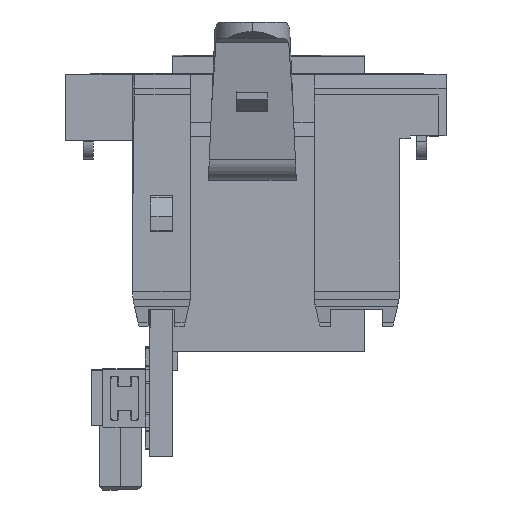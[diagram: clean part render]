
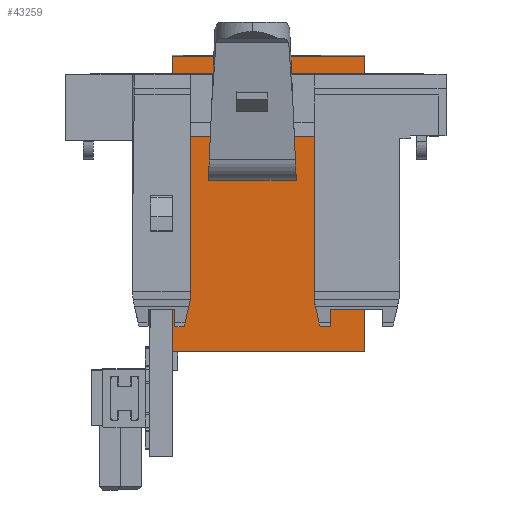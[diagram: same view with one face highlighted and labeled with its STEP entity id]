
A CAD part, front view. The second image highlights one B-rep face of the part: STEP entity #43259.
In plain terms, the highlighted planar face has unit normal (0, -1, -0.004).
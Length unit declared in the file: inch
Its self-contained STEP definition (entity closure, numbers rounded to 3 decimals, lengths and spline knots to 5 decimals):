
#877 = VERTEX_POINT ( 'NONE', #16254 ) ;
#2827 = VERTEX_POINT ( 'NONE', #41605 ) ;
#6460 = ORIENTED_EDGE ( 'NONE', *, *, #35389, .F. ) ;
#7127 = LINE ( 'NONE', #40232, #13216 ) ;
#8982 = VECTOR ( 'NONE', #51449, 39.37008 ) ;
#10420 = CARTESIAN_POINT ( 'NONE',  ( -0.21895, -0.30866, 0.05097 ) ) ;
#12390 = DIRECTION ( 'NONE',  ( 1., 0., 0. ) ) ;
#12700 = EDGE_CURVE ( 'NONE', #36947, #877, #50383, .T. ) ;
#13216 = VECTOR ( 'NONE', #26930, 39.37008 ) ;
#13837 = CARTESIAN_POINT ( 'NONE',  ( 0.30542, -0.30866, 0.05097 ) ) ;
#14510 = DIRECTION ( 'NONE',  ( 0., -0.004, 1. ) ) ;
#15047 = FACE_OUTER_BOUND ( 'NONE', #21775, .T. ) ;
#16254 = CARTESIAN_POINT ( 'NONE',  ( -0.24258, -0.30499, -0.78957 ) ) ;
#17673 = ORIENTED_EDGE ( 'NONE', *, *, #37027, .T. ) ;
#21286 = AXIS2_PLACEMENT_3D ( 'NONE', #10420, #43804, #14510 ) ;
#21775 = EDGE_LOOP ( 'NONE', ( #40263, #17673, #31713, #6460 ) ) ;
#22509 = DIRECTION ( 'NONE',  ( 0., 0.004, -1. ) ) ;
#26436 = PLANE ( 'NONE',  #21286 ) ;
#26574 = LINE ( 'NONE', #13837, #35876 ) ;
#26748 = EDGE_CURVE ( 'NONE', #48422, #2827, #26574, .T. ) ;
#26930 = DIRECTION ( 'NONE',  ( 1., 0., 0. ) ) ;
#30721 = CARTESIAN_POINT ( 'NONE',  ( -0.24258, -0.30866, 0.05097 ) ) ;
#31713 = ORIENTED_EDGE ( 'NONE', *, *, #26748, .F. ) ;
#33005 = LINE ( 'NONE', #41944, #39935 ) ;
#35389 = EDGE_CURVE ( 'NONE', #36947, #48422, #33005, .T. ) ;
#35876 = VECTOR ( 'NONE', #22509, 39.37008 ) ;
#36947 = VERTEX_POINT ( 'NONE', #30721 ) ;
#37027 = EDGE_CURVE ( 'NONE', #877, #2827, #7127, .T. ) ;
#39935 = VECTOR ( 'NONE', #12390, 39.37008 ) ;
#40232 = CARTESIAN_POINT ( 'NONE',  ( -0.24258, -0.30499, -0.78957 ) ) ;
#40263 = ORIENTED_EDGE ( 'NONE', *, *, #12700, .T. ) ;
#41605 = CARTESIAN_POINT ( 'NONE',  ( 0.30542, -0.30499, -0.78957 ) ) ;
#41944 = CARTESIAN_POINT ( 'NONE',  ( -0.24258, -0.30866, 0.05097 ) ) ;
#43075 = CARTESIAN_POINT ( 'NONE',  ( 0.30542, -0.30866, 0.05097 ) ) ;
#43259 = ADVANCED_FACE ( 'NONE', ( #15047 ), #26436, .F. ) ;
#43804 = DIRECTION ( 'NONE',  ( 0., 1., 0.004 ) ) ;
#47357 = CARTESIAN_POINT ( 'NONE',  ( -0.24258, -0.30535, -0.70788 ) ) ;
#48422 = VERTEX_POINT ( 'NONE', #43075 ) ;
#50383 = LINE ( 'NONE', #47357, #8982 ) ;
#51449 = DIRECTION ( 'NONE',  ( 0., 0.004, -1. ) ) ;
